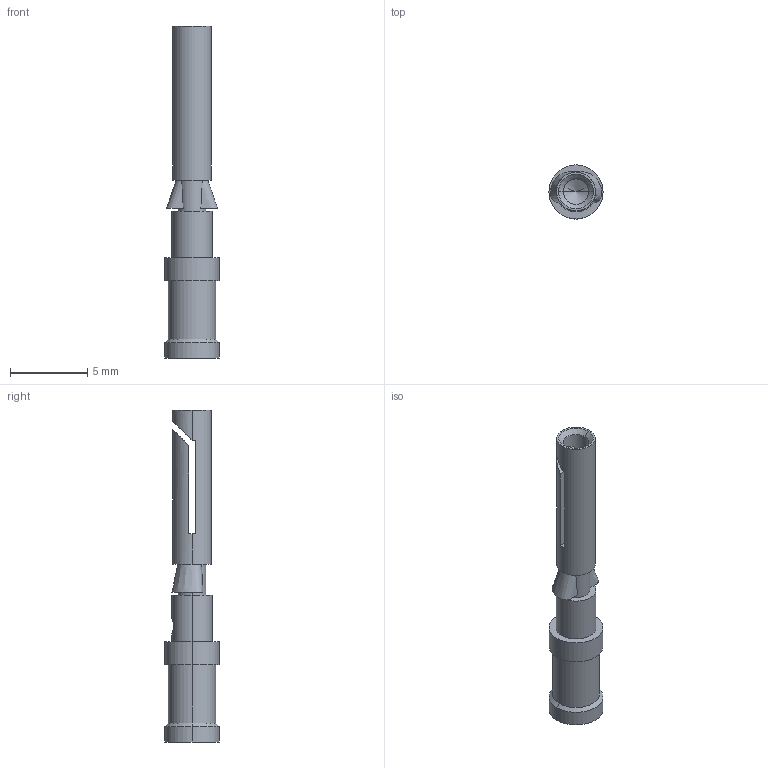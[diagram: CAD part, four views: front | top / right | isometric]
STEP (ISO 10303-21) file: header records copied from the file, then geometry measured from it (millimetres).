
FILE_DESCRIPTION (( 'STEP AP203' ), '1' );
FILE_NAME ('14103564.step', '2025-03-19T11:46:34', ( '' ), ( '' ), 'SwSTEP 2.0', 'SolidWorks 2024', '' );
FILE_SCHEMA (( 'CONFIG_CONTROL_DESIGN' ));
Length unit declared in the file: millimetre
Products named in the file (1): 14103564
Bounding box: 3.5 x 3.5 x 21.5 mm (x, y, z)
Volume: 84.8 mm3; surface area: 299.7 mm2
Topology: 1 solids, 1 shells, 48 faces, 115 edges, 68 vertices
Faces by surface type: cylinder 20, plane 17, cone 10, bspline 1
Entity records: 1677 total; most frequent: CARTESIAN_POINT 489, DIRECTION 246, ORIENTED_EDGE 222, EDGE_CURVE 111, AXIS2_PLACEMENT_3D 99, VERTEX_POINT 68, EDGE_LOOP 55, CIRCLE 51
